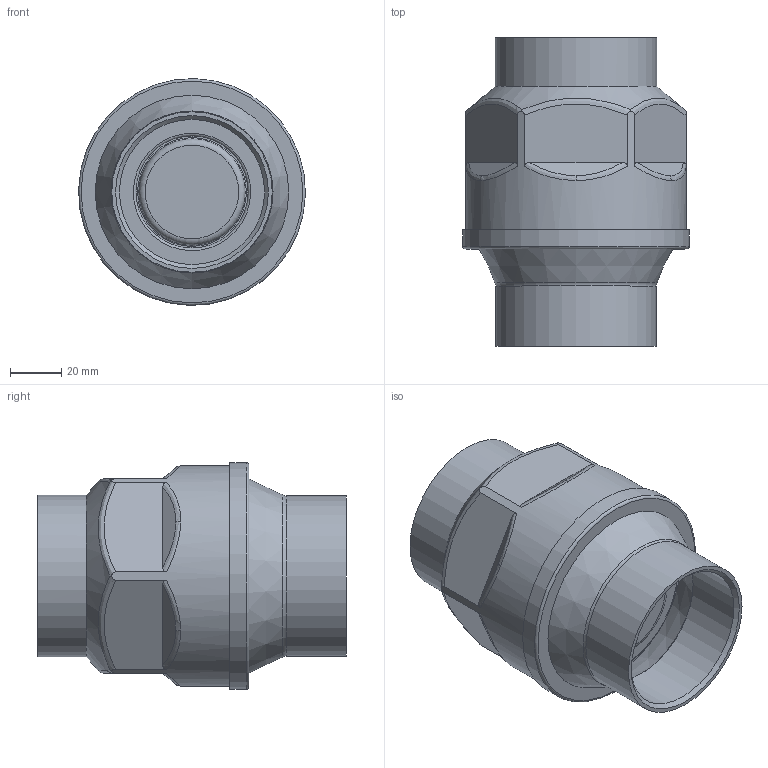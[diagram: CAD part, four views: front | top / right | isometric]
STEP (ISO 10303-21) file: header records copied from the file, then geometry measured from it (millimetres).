
FILE_DESCRIPTION(/* description */ ('Unknown','CAx-IF Rec.Pracs.---Representation and Presentation of Product Manufacturing Information (PMI)---4.0---2014-10-13','CAx-IF Rec.Pracs.---3D Tessellated Geometry---0.4---2014-09-14','2;1'),/* implementation_level */ '2;1');
FILE_NAME(/* name */ '9130-09',/* time_stamp */ '2023-10-24T09:48:41+02:00',/* author */ ('Unknown'),/* organization */ ('Unknown'),/* preprocessor_version */ 'ST-DEVELOPER v18.102',/* originating_system */ 'Solid Edge',/* authorisation */ 'Unknown');
FILE_SCHEMA (('MODEL_BASED_INTEGRATED_MANUFACTURING_SCHEMA','AP242_MANAGED_MODEL_BASED_3D_ENGINEERING_MIM_LF { 1 0 10303 442 1 1 4 }'));
Length unit declared in the file: millimetre
Products named in the file (1): 9130-09
Bounding box: 88.58 x 120.5 x 88.58 mm (x, y, z)
Volume: 91888.6 mm3; surface area: 84350.4 mm2
Topology: 1 solids, 1 shells, 211 faces, 561 edges, 366 vertices
Faces by surface type: plane 79, cylinder 61, bspline 36, torus 28, cone 7
Full cylindrical faces by diameter (mm): 6 x1, 6.5 x1, 12 x1, 16.5 x1, 20 x1, 36.3 x1, 41.5 x1, 43.8 x1, 46.2 x1, 53.6 x1, 56.7 x1, 57 x1, 57.5 x1, 59.9 x1, 60.3 x1, 60.4 x1, 62.7 x1, 63 x1, 82 x1, 86 x1, 86.2 x1, 88.6 x1
Entity records: 8210 total; most frequent: CARTESIAN_POINT 3385, ORIENTED_EDGE 1000, DIRECTION 934, EDGE_CURVE 500, AXIS2_PLACEMENT_3D 395, VERTEX_POINT 350, EDGE_LOOP 276, FACE_BOUND 276
